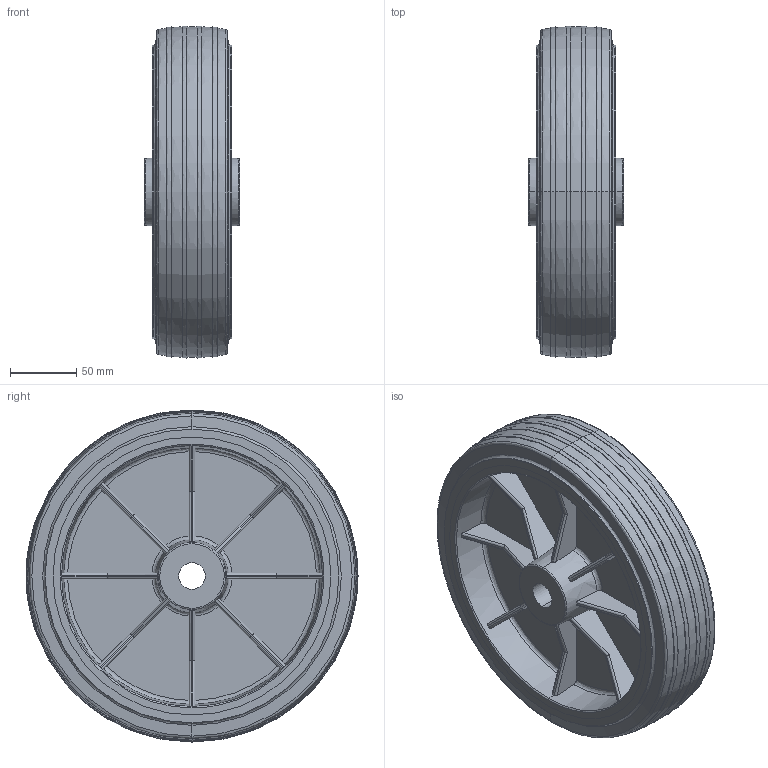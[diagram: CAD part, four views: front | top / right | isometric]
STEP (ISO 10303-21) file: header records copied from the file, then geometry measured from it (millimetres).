
FILE_DESCRIPTION (( 'STEP AP214' ), '1' );
FILE_NAME ('0014786.step', '2022-05-05T08:07:37', ( '' ), ( '' ), 'SwSTEP 2.0', 'SolidWorks 2020', '' );
FILE_SCHEMA (( 'AUTOMOTIVE_DESIGN' ));
Length unit declared in the file: millimetre
Products named in the file (1): 0014786
Bounding box: 72 x 250.89 x 250.89 mm (x, y, z)
Volume: 1387962.8 mm3; surface area: 298501.9 mm2
Topology: 2 solids, 2 shells, 246 faces, 640 edges, 408 vertices
Faces by surface type: plane 94, cylinder 74, bspline 48, torus 18, cone 12
Entity records: 14338 total; most frequent: CARTESIAN_POINT 6297, ORIENTED_EDGE 1280, DIRECTION 872, EDGE_CURVE 640, VERTEX_POINT 408, AXIS2_PLACEMENT_3D 337, EDGE_LOOP 260, UNCERTAINTY_MEASURE_WITH_UNIT 250
